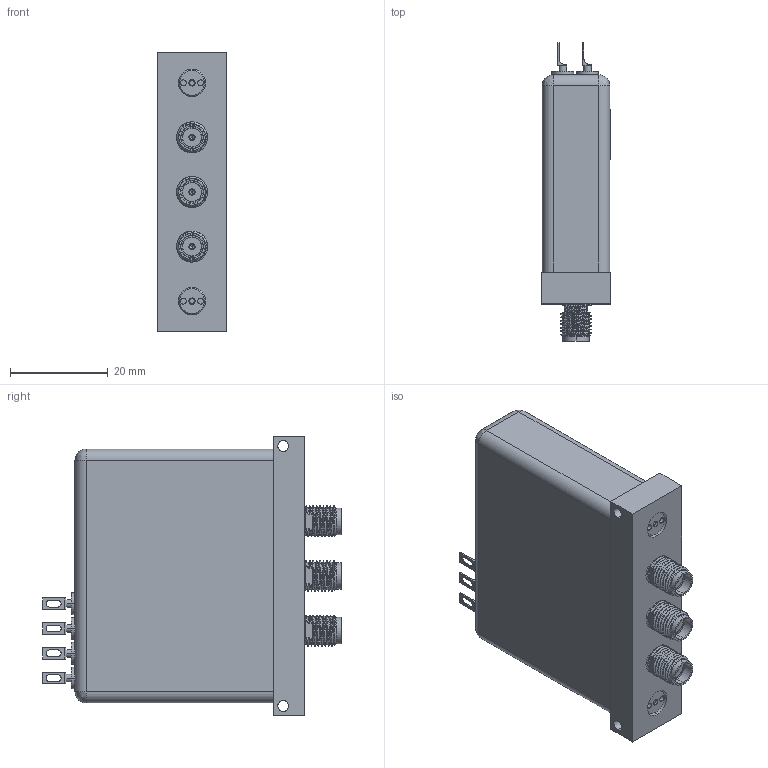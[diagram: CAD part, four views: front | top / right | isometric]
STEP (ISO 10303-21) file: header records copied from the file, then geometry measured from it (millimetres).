
FILE_DESCRIPTION (( 'STEP AP214' ), '1' );
FILE_NAME ('FMSW6528_3D.step', '2023-02-16T17:44:54', ( '' ), ( '' ), 'SwSTEP 2.0', 'SolidWorks 2022', '' );
FILE_SCHEMA (( 'AUTOMOTIVE_DESIGN' ));
Length unit declared in the file: inch
Products named in the file (7): LABEL ILS-100-02; R040691-e360_-03_1; A12029003-e360_2; A12L21001-e360_1; A12L22001-e360_1; A12L61001-E360_-061_1; FMSW6528_3D
Assembly tree (15 placements, depth 2):
  FMSW6528_3D
    A12L21001-e360_1
    A12029003-e360_2  x3
    A12L22001-e360_1  x2
    A12L61001-E360_-061_1
    R040691-e360_-03_1  x7
    LABEL ILS-100-02
Bounding box: 14.22 x 61.2 x 57.15 mm (x, y, z)
Volume: 9749.7 mm3; surface area: 17786.6 mm2
Topology: 12 solids, 21 shells, 979 faces, 2527 edges, 1641 vertices
Faces by surface type: plane 446, cylinder 321, bspline 168, cone 44
Entity records: 33751 total; most frequent: CARTESIAN_POINT 15808, ORIENTED_EDGE 3001, DIRECTION 2366, EDGE_CURVE 1503, VERTEX_POINT 985, LINE 968, VECTOR 968, AXIS2_PLACEMENT_3D 699
